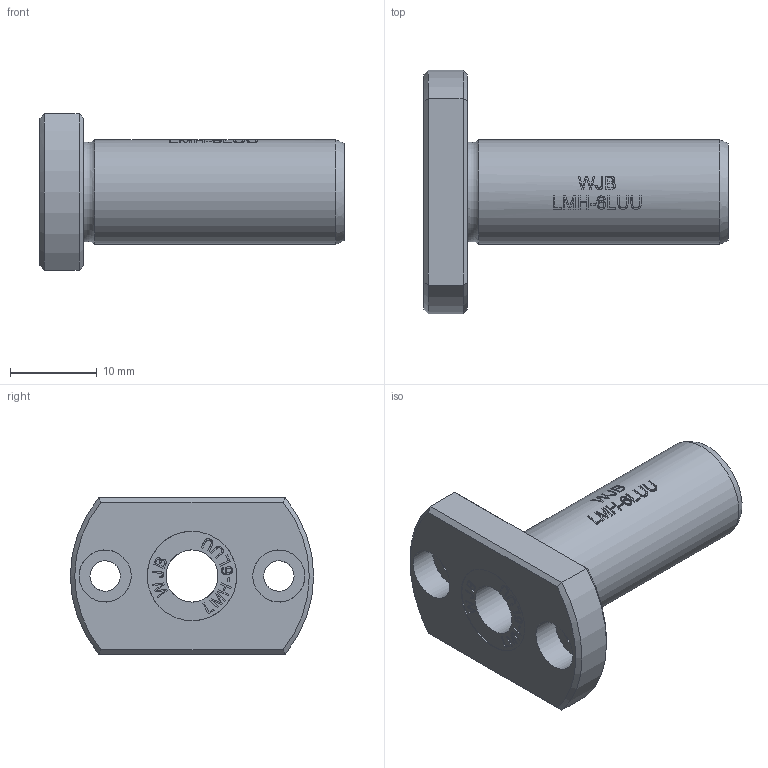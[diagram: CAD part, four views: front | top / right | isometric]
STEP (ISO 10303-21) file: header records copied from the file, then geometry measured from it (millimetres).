
FILE_DESCRIPTION(/* description */ (''),/* implementation_level */ '2;1');
FILE_NAME(/* name */ 'WJB-LMH-6LUU.stp',/* time_stamp */ '2018-09-18T23:54:01+08:00',/* author */ (''),/* organization */ (''),/* preprocessor_version */ 'ST-DEVELOPER v11',/* originating_system */ 'SIEMENS UGS NX 6.0',/* authorisation */ '');
FILE_SCHEMA (('CONFIG_CONTROL_DESIGN'));
Length unit declared in the file: millimetre
Products named in the file (1): WJB-LMH-6LUU
Bounding box: 35 x 28 x 18 mm (x, y, z)
Volume: 4468.5 mm3; surface area: 3170.6 mm2
Topology: 1 solids, 1 shells, 332 faces, 857 edges, 574 vertices
Faces by surface type: plane 218, extrusion 84, cylinder 24, cone 4, bspline 1, torus 1
Full cylindrical faces by diameter (mm): 3.5 x2, 6 x3, 10.3 x2, 12 x1
Entity records: 13010 total; most frequent: CARTESIAN_POINT 5427, ORIENTED_EDGE 1694, DIRECTION 1155, EDGE_CURVE 847, VERTEX_POINT 574, VECTOR 523, LINE 439, B_SPLINE_CURVE_WITH_KNOTS 424
